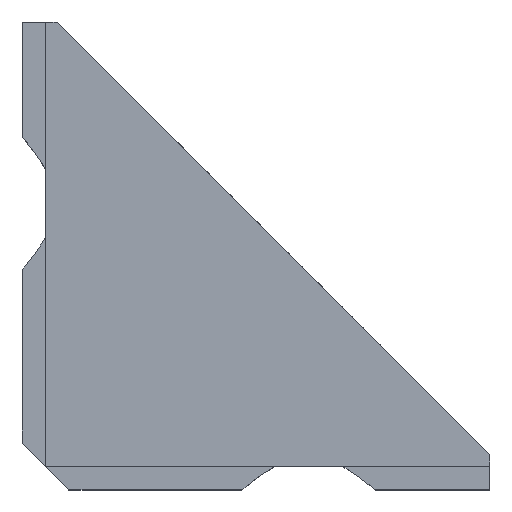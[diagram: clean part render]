
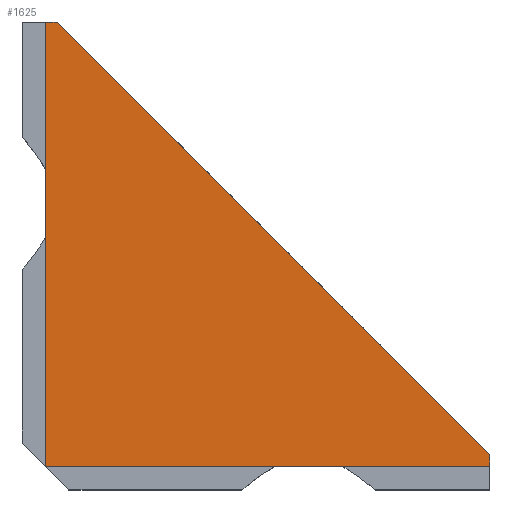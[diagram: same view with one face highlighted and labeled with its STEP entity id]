
A CAD part, top view. The second image highlights one B-rep face of the part: STEP entity #1625.
In plain terms, the highlighted planar face has unit normal (0, 0, 1).
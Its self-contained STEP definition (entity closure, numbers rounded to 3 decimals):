
#42 = DIRECTION ( 'NONE',  ( -1., 0., 0. ) ) ;
#44 = CARTESIAN_POINT ( 'NONE',  ( -20., 20., 12.5 ) ) ;
#45 = LINE ( 'NONE', #44, #1166 ) ;
#85 = DIRECTION ( 'NONE',  ( 0., 1., 0. ) ) ;
#86 = CARTESIAN_POINT ( 'NONE',  ( 20., -20., 12.5 ) ) ;
#88 = LINE ( 'NONE', #86, #1182 ) ;
#334 = DIRECTION ( 'NONE',  ( -0.707, 0.707, 0. ) ) ;
#335 = CARTESIAN_POINT ( 'NONE',  ( -17., 20., 12.5 ) ) ;
#336 = LINE ( 'NONE', #335, #1299 ) ;
#428 = LINE ( 'NONE', #541, #1191 ) ;
#461 = DIRECTION ( 'NONE',  ( 0., 0., -1. ) ) ;
#507 = EDGE_LOOP ( 'NONE', ( #782, #630, #766, #1021, #763 ) ) ;
#509 = VERTEX_POINT ( 'NONE', #566 ) ;
#538 = DIRECTION ( 'NONE',  ( -1., 0., 0. ) ) ;
#540 = CARTESIAN_POINT ( 'NONE',  ( -18., -18., 12.5 ) ) ;
#541 = CARTESIAN_POINT ( 'NONE',  ( -18., 20., 12.5 ) ) ;
#561 = VERTEX_POINT ( 'NONE', #1086 ) ;
#566 = CARTESIAN_POINT ( 'NONE',  ( 20., -17., 12.5 ) ) ;
#578 = LINE ( 'NONE', #540, #1275 ) ;
#630 = ORIENTED_EDGE ( 'NONE', *, *, #1643, .F. ) ;
#763 = ORIENTED_EDGE ( 'NONE', *, *, #1694, .T. ) ;
#766 = ORIENTED_EDGE ( 'NONE', *, *, #1644, .F. ) ;
#782 = ORIENTED_EDGE ( 'NONE', *, *, #1746, .T. ) ;
#859 = CARTESIAN_POINT ( 'NONE',  ( -17., 20., 12.5 ) ) ;
#875 = VERTEX_POINT ( 'NONE', #1048 ) ;
#894 = DIRECTION ( 'NONE',  ( -1., 0., 0. ) ) ;
#899 = DIRECTION ( 'NONE',  ( 0., 1., 0. ) ) ;
#914 = CARTESIAN_POINT ( 'NONE',  ( 20., 20., 12.5 ) ) ;
#927 = FACE_OUTER_BOUND ( 'NONE', #507, .T. ) ;
#935 = VERTEX_POINT ( 'NONE', #1053 ) ;
#1017 = PLANE ( 'NONE',  #1282 ) ;
#1021 = ORIENTED_EDGE ( 'NONE', *, *, #1736, .T. ) ;
#1048 = CARTESIAN_POINT ( 'NONE',  ( -18., 20., 12.5 ) ) ;
#1050 = VERTEX_POINT ( 'NONE', #859 ) ;
#1053 = CARTESIAN_POINT ( 'NONE',  ( -18., -18., 12.5 ) ) ;
#1086 = CARTESIAN_POINT ( 'NONE',  ( 20., -18., 12.5 ) ) ;
#1166 = VECTOR ( 'NONE', #42, 1000. ) ;
#1182 = VECTOR ( 'NONE', #85, 1000. ) ;
#1191 = VECTOR ( 'NONE', #899, 1000. ) ;
#1275 = VECTOR ( 'NONE', #538, 1000. ) ;
#1282 = AXIS2_PLACEMENT_3D ( 'NONE', #914, #461, #894 ) ;
#1299 = VECTOR ( 'NONE', #334, 1000. ) ;
#1625 = ADVANCED_FACE ( 'NONE', ( #927 ), #1017, .F. ) ;
#1643 = EDGE_CURVE ( 'NONE', #935, #875, #428, .T. ) ;
#1644 = EDGE_CURVE ( 'NONE', #561, #935, #578, .T. ) ;
#1694 = EDGE_CURVE ( 'NONE', #509, #1050, #336, .T. ) ;
#1736 = EDGE_CURVE ( 'NONE', #561, #509, #88, .T. ) ;
#1746 = EDGE_CURVE ( 'NONE', #1050, #875, #45, .T. ) ;
